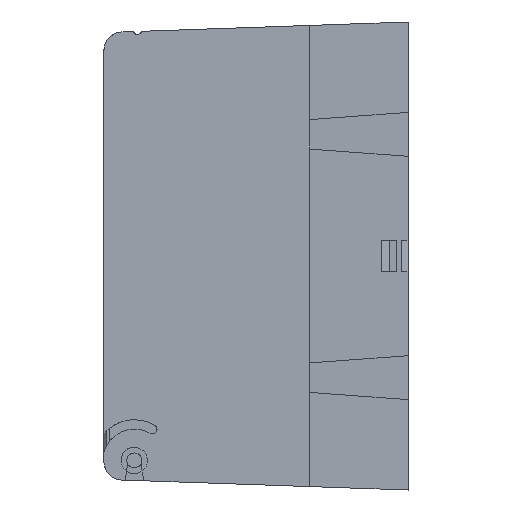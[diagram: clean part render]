
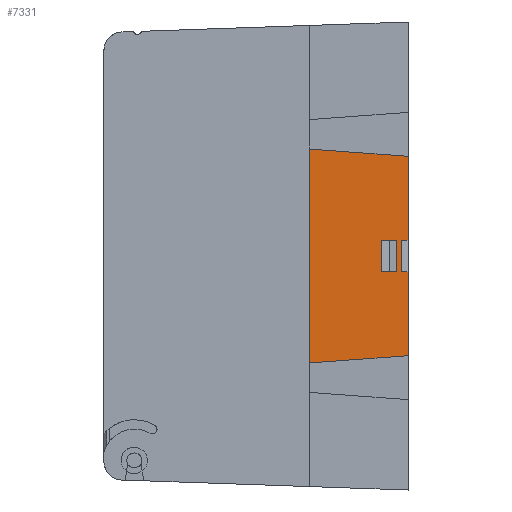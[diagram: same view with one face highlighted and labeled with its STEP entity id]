
A CAD part, left-side view. The second image highlights one B-rep face of the part: STEP entity #7331.
In plain terms, the highlighted planar face has unit normal (1, 0, 0).
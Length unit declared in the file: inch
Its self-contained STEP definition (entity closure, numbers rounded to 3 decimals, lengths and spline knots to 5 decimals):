
#33 = DIRECTION ( 'NONE',  ( 0., 0., 1. ) ) ;
#137 = CARTESIAN_POINT ( 'NONE',  ( -0.8575, 0.2816, -2.21333 ) ) ;
#169 = EDGE_LOOP ( 'NONE', ( #4681, #1994, #11563, #17952 ) ) ;
#180 = LINE ( 'NONE', #20357, #14379 ) ;
#889 = LINE ( 'NONE', #1181, #8564 ) ;
#1061 = CARTESIAN_POINT ( 'NONE',  ( -0.8575, 0., -0.17 ) ) ;
#1181 = CARTESIAN_POINT ( 'NONE',  ( -0.8575, 1.05, -0.17 ) ) ;
#1715 = EDGE_CURVE ( 'NONE', #18140, #14582, #2634, .T. ) ;
#1948 = ORIENTED_EDGE ( 'NONE', *, *, #17658, .F. ) ;
#1959 = CARTESIAN_POINT ( 'NONE',  ( -0.8575, 0.12, -2.21333 ) ) ;
#1994 = ORIENTED_EDGE ( 'NONE', *, *, #15503, .F. ) ;
#2198 = VECTOR ( 'NONE', #21711, 39.37008 ) ;
#2634 = LINE ( 'NONE', #5625, #10950 ) ;
#3406 = ORIENTED_EDGE ( 'NONE', *, *, #16806, .F. ) ;
#3750 = ORIENTED_EDGE ( 'NONE', *, *, #16930, .F. ) ;
#3775 = FACE_BOUND ( 'NONE', #169, .T. ) ;
#3918 = ORIENTED_EDGE ( 'NONE', *, *, #16500, .F. ) ;
#4002 = CARTESIAN_POINT ( 'NONE',  ( -0.8575, 0.2816, 0.17 ) ) ;
#4259 = VECTOR ( 'NONE', #21375, 39.37008 ) ;
#4681 = ORIENTED_EDGE ( 'NONE', *, *, #15179, .F. ) ;
#4794 = CARTESIAN_POINT ( 'NONE',  ( -0.8575, 0.2816, -0.17 ) ) ;
#4949 = CARTESIAN_POINT ( 'NONE',  ( -0.8575, 0., -1.065 ) ) ;
#5052 = VERTEX_POINT ( 'NONE', #4794 ) ;
#5109 = VECTOR ( 'NONE', #15184, 39.37008 ) ;
#5200 = VECTOR ( 'NONE', #5873, 39.37008 ) ;
#5253 = DIRECTION ( 'NONE',  ( 0., 0., -1. ) ) ;
#5625 = CARTESIAN_POINT ( 'NONE',  ( -0.8575, 1.05, -4.87979 ) ) ;
#5749 = VERTEX_POINT ( 'NONE', #21631 ) ;
#5873 = DIRECTION ( 'NONE',  ( 0., 0., 1. ) ) ;
#6431 = VERTEX_POINT ( 'NONE', #10945 ) ;
#6896 = VERTEX_POINT ( 'NONE', #4002 ) ;
#7331 = ADVANCED_FACE ( 'NONE', ( #3775, #8491 ), #12845, .F. ) ;
#7762 = CARTESIAN_POINT ( 'NONE',  ( -0.8575, 0.07, 0.17 ) ) ;
#7855 = CARTESIAN_POINT ( 'NONE',  ( -0.8575, 0., 0.17 ) ) ;
#8175 = LINE ( 'NONE', #13510, #14443 ) ;
#8223 = CARTESIAN_POINT ( 'NONE',  ( -0.8575, 0., -2.25 ) ) ;
#8491 = FACE_OUTER_BOUND ( 'NONE', #18217, .T. ) ;
#8555 = CARTESIAN_POINT ( 'NONE',  ( -0.8575, 0.07, -2.21333 ) ) ;
#8564 = VECTOR ( 'NONE', #14161, 39.37008 ) ;
#8798 = CARTESIAN_POINT ( 'NONE',  ( -0.8575, 1.05, 1.14282 ) ) ;
#8895 = LINE ( 'NONE', #8555, #5200 ) ;
#9301 = VERTEX_POINT ( 'NONE', #7762 ) ;
#10040 = VERTEX_POINT ( 'NONE', #7855 ) ;
#10205 = DIRECTION ( 'NONE',  ( 0., -1., 0. ) ) ;
#10399 = AXIS2_PLACEMENT_3D ( 'NONE', #10886, #10807, #10723 ) ;
#10436 = ORIENTED_EDGE ( 'NONE', *, *, #16597, .F. ) ;
#10502 = LINE ( 'NONE', #10572, #20122 ) ;
#10572 = CARTESIAN_POINT ( 'NONE',  ( -0.8575, 1.05, 0.17 ) ) ;
#10631 = LINE ( 'NONE', #1959, #2198 ) ;
#10723 = DIRECTION ( 'NONE',  ( 0., 0., 1. ) ) ;
#10807 = DIRECTION ( 'NONE',  ( -1., 0., 0. ) ) ;
#10886 = CARTESIAN_POINT ( 'NONE',  ( -0.8575, 1.05, -2.21333 ) ) ;
#10903 = LINE ( 'NONE', #14269, #16219 ) ;
#10945 = CARTESIAN_POINT ( 'NONE',  ( -0.8575, 0.07, -0.17 ) ) ;
#10950 = VECTOR ( 'NONE', #5253, 39.37008 ) ;
#11348 = ORIENTED_EDGE ( 'NONE', *, *, #1715, .F. ) ;
#11407 = LINE ( 'NONE', #15430, #5109 ) ;
#11563 = ORIENTED_EDGE ( 'NONE', *, *, #15809, .F. ) ;
#12664 = VERTEX_POINT ( 'NONE', #4949 ) ;
#12708 = DIRECTION ( 'NONE',  ( 0., 1., 0. ) ) ;
#12845 = PLANE ( 'NONE',  #10399 ) ;
#13510 = CARTESIAN_POINT ( 'NONE',  ( -0.8575, 0., -2.25 ) ) ;
#13537 = DIRECTION ( 'NONE',  ( 0., 0., 1. ) ) ;
#13540 = VERTEX_POINT ( 'NONE', #18512 ) ;
#14161 = DIRECTION ( 'NONE',  ( 0., 1., 0. ) ) ;
#14196 = DIRECTION ( 'NONE',  ( 0., -1., 0. ) ) ;
#14269 = CARTESIAN_POINT ( 'NONE',  ( -0.8575, 1.05, 0.17 ) ) ;
#14379 = VECTOR ( 'NONE', #12708, 39.37008 ) ;
#14443 = VECTOR ( 'NONE', #13537, 39.37008 ) ;
#14582 = VERTEX_POINT ( 'NONE', #19687 ) ;
#14962 = ORIENTED_EDGE ( 'NONE', *, *, #17038, .F. ) ;
#15179 = EDGE_CURVE ( 'NONE', #13540, #5052, #180, .T. ) ;
#15184 = DIRECTION ( 'NONE',  ( 0., 0.997, 0.074 ) ) ;
#15255 = VERTEX_POINT ( 'NONE', #20437 ) ;
#15430 = CARTESIAN_POINT ( 'NONE',  ( -0.8575, 0., 1.065 ) ) ;
#15503 = EDGE_CURVE ( 'NONE', #15255, #13540, #10631, .T. ) ;
#15809 = EDGE_CURVE ( 'NONE', #6896, #15255, #10903, .T. ) ;
#16095 = EDGE_CURVE ( 'NONE', #5052, #6896, #21335, .T. ) ;
#16219 = VECTOR ( 'NONE', #14196, 39.37008 ) ;
#16395 = EDGE_CURVE ( 'NONE', #17627, #6431, #889, .T. ) ;
#16500 = EDGE_CURVE ( 'NONE', #12664, #17627, #20002, .T. ) ;
#16597 = EDGE_CURVE ( 'NONE', #14582, #12664, #18621, .T. ) ;
#16806 = EDGE_CURVE ( 'NONE', #5749, #18140, #11407, .T. ) ;
#16930 = EDGE_CURVE ( 'NONE', #10040, #5749, #8175, .T. ) ;
#17038 = EDGE_CURVE ( 'NONE', #9301, #10040, #10502, .T. ) ;
#17627 = VERTEX_POINT ( 'NONE', #1061 ) ;
#17658 = EDGE_CURVE ( 'NONE', #6431, #9301, #8895, .T. ) ;
#17952 = ORIENTED_EDGE ( 'NONE', *, *, #16095, .F. ) ;
#18140 = VERTEX_POINT ( 'NONE', #8798 ) ;
#18217 = EDGE_LOOP ( 'NONE', ( #20788, #3918, #10436, #11348, #3406, #3750, #14962, #1948 ) ) ;
#18512 = CARTESIAN_POINT ( 'NONE',  ( -0.8575, 0.12, -0.17 ) ) ;
#18621 = LINE ( 'NONE', #20248, #18717 ) ;
#18717 = VECTOR ( 'NONE', #20045, 39.37008 ) ;
#19687 = CARTESIAN_POINT ( 'NONE',  ( -0.8575, 1.05, -1.14282 ) ) ;
#20002 = LINE ( 'NONE', #8223, #4259 ) ;
#20045 = DIRECTION ( 'NONE',  ( 0., -0.997, 0.074 ) ) ;
#20122 = VECTOR ( 'NONE', #10205, 39.37008 ) ;
#20248 = CARTESIAN_POINT ( 'NONE',  ( -0.8575, 1.05, -1.14282 ) ) ;
#20357 = CARTESIAN_POINT ( 'NONE',  ( -0.8575, 1.05, -0.17 ) ) ;
#20437 = CARTESIAN_POINT ( 'NONE',  ( -0.8575, 0.12, 0.17 ) ) ;
#20788 = ORIENTED_EDGE ( 'NONE', *, *, #16395, .F. ) ;
#21319 = VECTOR ( 'NONE', #33, 39.37008 ) ;
#21335 = LINE ( 'NONE', #137, #21319 ) ;
#21375 = DIRECTION ( 'NONE',  ( 0., 0., 1. ) ) ;
#21631 = CARTESIAN_POINT ( 'NONE',  ( -0.8575, 0., 1.065 ) ) ;
#21711 = DIRECTION ( 'NONE',  ( 0., 0., -1. ) ) ;
